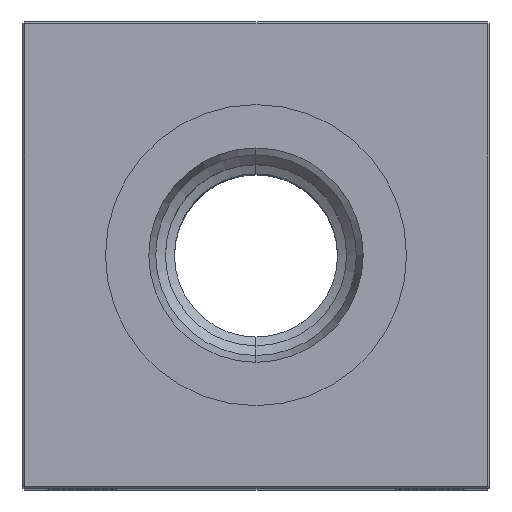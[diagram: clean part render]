
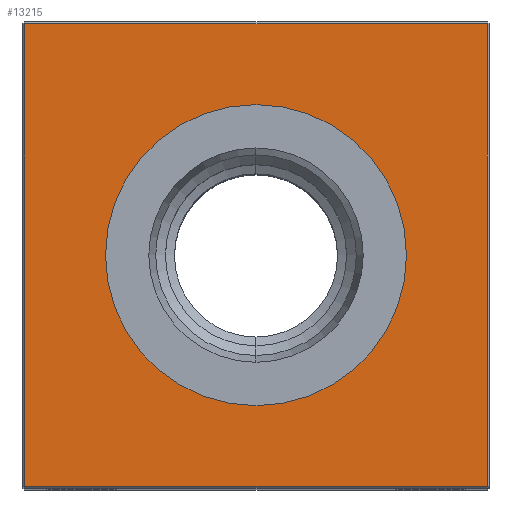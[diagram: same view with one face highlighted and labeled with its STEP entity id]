
A CAD part, top view. The second image highlights one B-rep face of the part: STEP entity #13215.
In plain terms, the highlighted planar face has unit normal (0, 0, 1).
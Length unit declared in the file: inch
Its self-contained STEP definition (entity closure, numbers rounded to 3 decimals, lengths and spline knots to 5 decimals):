
#207 = CARTESIAN_POINT ( 'NONE',  ( 0., 0., 5.5 ) ) ;
#1287 = EDGE_CURVE ( 'NONE', #18685, #4999, #23218, .T. ) ;
#1355 = EDGE_LOOP ( 'NONE', ( #15194, #21409, #2925, #12645 ) ) ;
#1594 = DIRECTION ( 'NONE',  ( 0., 1., 0. ) ) ;
#1730 = CARTESIAN_POINT ( 'NONE',  ( 1.24, 1.24, 5.5 ) ) ;
#1983 = CARTESIAN_POINT ( 'NONE',  ( 1.24, 0., 5.5 ) ) ;
#2394 = CARTESIAN_POINT ( 'NONE',  ( -1.24, 0., 5.5 ) ) ;
#2473 = DIRECTION ( 'NONE',  ( 1., 0., 0. ) ) ;
#2482 = AXIS2_PLACEMENT_3D ( 'NONE', #16563, #24875, #6233 ) ;
#2911 = CIRCLE ( 'NONE', #2482, 0.80709 ) ;
#2925 = ORIENTED_EDGE ( 'NONE', *, *, #1287, .T. ) ;
#3037 = PLANE ( 'NONE',  #16809 ) ;
#3356 = EDGE_CURVE ( 'NONE', #15603, #11047, #2911, .T. ) ;
#4306 = DIRECTION ( 'NONE',  ( 0., -1., 0. ) ) ;
#4436 = DIRECTION ( 'NONE',  ( 0., 0., -1. ) ) ;
#4758 = ORIENTED_EDGE ( 'NONE', *, *, #7389, .T. ) ;
#4771 = EDGE_CURVE ( 'NONE', #4999, #25366, #4952, .T. ) ;
#4952 = LINE ( 'NONE', #13117, #22948 ) ;
#4999 = VERTEX_POINT ( 'NONE', #1730 ) ;
#5218 = DIRECTION ( 'NONE',  ( 0., 0., -1. ) ) ;
#5751 = VECTOR ( 'NONE', #4306, 39.37008 ) ;
#6233 = DIRECTION ( 'NONE',  ( -1., 0., 0. ) ) ;
#6855 = CARTESIAN_POINT ( 'NONE',  ( 0., 0., 5.5 ) ) ;
#7235 = VECTOR ( 'NONE', #1594, 39.37008 ) ;
#7389 = EDGE_CURVE ( 'NONE', #11047, #15603, #9000, .T. ) ;
#8077 = VERTEX_POINT ( 'NONE', #11948 ) ;
#8357 = CARTESIAN_POINT ( 'NONE',  ( 1.24, -1.24, 5.5 ) ) ;
#8874 = ORIENTED_EDGE ( 'NONE', *, *, #3356, .T. ) ;
#9000 = CIRCLE ( 'NONE', #25518, 0.80709 ) ;
#11047 = VERTEX_POINT ( 'NONE', #18778 ) ;
#11948 = CARTESIAN_POINT ( 'NONE',  ( -1.24, -1.24, 5.5 ) ) ;
#12645 = ORIENTED_EDGE ( 'NONE', *, *, #4771, .T. ) ;
#13117 = CARTESIAN_POINT ( 'NONE',  ( 0., 1.24, 5.5 ) ) ;
#13215 = ADVANCED_FACE ( 'NONE', ( #15287, #15561 ), #3037, .F. ) ;
#14395 = EDGE_CURVE ( 'NONE', #8077, #18685, #14865, .T. ) ;
#14865 = LINE ( 'NONE', #20997, #24679 ) ;
#15194 = ORIENTED_EDGE ( 'NONE', *, *, #16673, .T. ) ;
#15287 = FACE_OUTER_BOUND ( 'NONE', #1355, .T. ) ;
#15561 = FACE_BOUND ( 'NONE', #24150, .T. ) ;
#15603 = VERTEX_POINT ( 'NONE', #22069 ) ;
#16037 = LINE ( 'NONE', #2394, #5751 ) ;
#16563 = CARTESIAN_POINT ( 'NONE',  ( 0., 0., 5.5 ) ) ;
#16673 = EDGE_CURVE ( 'NONE', #25366, #8077, #16037, .T. ) ;
#16809 = AXIS2_PLACEMENT_3D ( 'NONE', #6855, #5218, #17327 ) ;
#17327 = DIRECTION ( 'NONE',  ( -1., 0., 0. ) ) ;
#18685 = VERTEX_POINT ( 'NONE', #8357 ) ;
#18778 = CARTESIAN_POINT ( 'NONE',  ( 0., -0.80709, 5.5 ) ) ;
#20439 = CARTESIAN_POINT ( 'NONE',  ( -1.24, 1.24, 5.5 ) ) ;
#20997 = CARTESIAN_POINT ( 'NONE',  ( 0., -1.24, 5.5 ) ) ;
#21409 = ORIENTED_EDGE ( 'NONE', *, *, #14395, .T. ) ;
#21437 = DIRECTION ( 'NONE',  ( -1., 0., 0. ) ) ;
#22069 = CARTESIAN_POINT ( 'NONE',  ( 0., 0.80709, 5.5 ) ) ;
#22948 = VECTOR ( 'NONE', #21437, 39.37008 ) ;
#23218 = LINE ( 'NONE', #1983, #7235 ) ;
#24150 = EDGE_LOOP ( 'NONE', ( #8874, #4758 ) ) ;
#24679 = VECTOR ( 'NONE', #2473, 39.37008 ) ;
#24875 = DIRECTION ( 'NONE',  ( 0., 0., -1. ) ) ;
#25264 = DIRECTION ( 'NONE',  ( -1., 0., 0. ) ) ;
#25366 = VERTEX_POINT ( 'NONE', #20439 ) ;
#25518 = AXIS2_PLACEMENT_3D ( 'NONE', #207, #4436, #25264 ) ;
